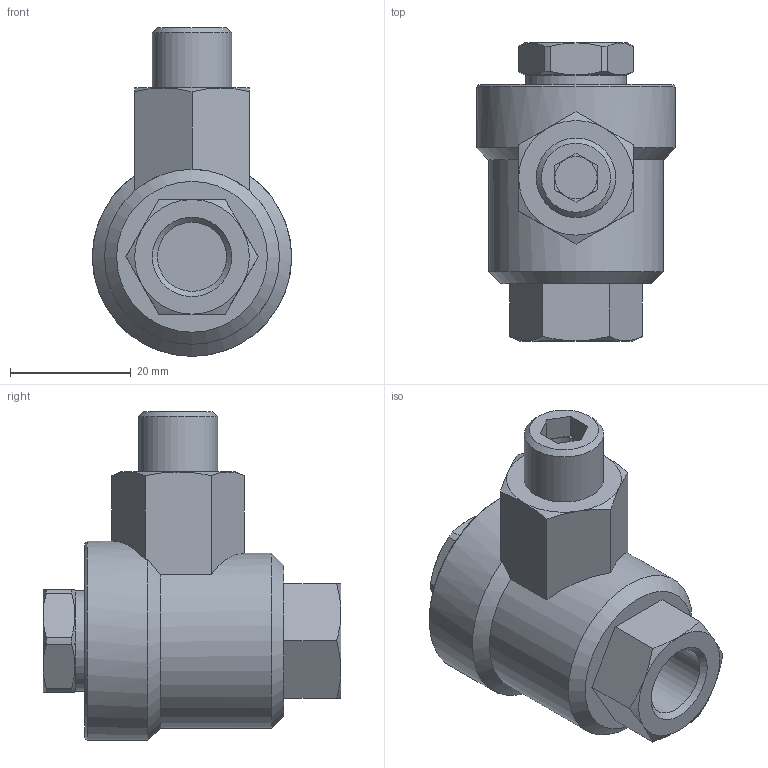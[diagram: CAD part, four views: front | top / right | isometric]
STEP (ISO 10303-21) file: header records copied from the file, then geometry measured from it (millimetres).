
FILE_DESCRIPTION(/* description */ ('STEP AP214'),/* implementation_level */ '2;1');
FILE_NAME(/* name */ '9686_SE-1_4-B',/* time_stamp */ '2024-09-15T00:33:11+02:00',/* author */ ('License CC BY-ND 4.0'),/* organization */ ('CADENAS'),/* preprocessor_version */ 'ST-DEVELOPER v19.3',/* originating_system */ 'PARTsolutions',/* authorisation */ ' ');
FILE_SCHEMA (('AUTOMOTIVE_DESIGN {1 0 10303 214 3 1 1}'));
Length unit declared in the file: millimetre
Products named in the file (3): 9686 SE-1/4-B; 9686 SE-1/4-B--(se); 214538 G1/4
Assembly tree (2 placements, depth 2):
  9686 SE-1/4-B
    9686 SE-1/4-B--(se)
    214538 G1/4
Bounding box: 33 x 49.4 x 54.5 mm (x, y, z)
Volume: 31389.1 mm3; surface area: 9202.2 mm2
Topology: 2 solids, 2 shells, 93 faces, 205 edges, 124 vertices
Faces by surface type: plane 43, cone 33, cylinder 16, torus 1
Full cylindrical faces by diameter (mm): 7 x1, 11.4 x1, 11.445 x3, 13.157 x1, 16.7 x1, 28.05 x1, 29 x1, 33 x1
Entity records: 2527 total; most frequent: CARTESIAN_POINT 548, DIRECTION 398, ORIENTED_EDGE 364, EDGE_CURVE 182, AXIS2_PLACEMENT_3D 170, EDGE_LOOP 122, FACE_BOUND 122, VERTEX_POINT 120
